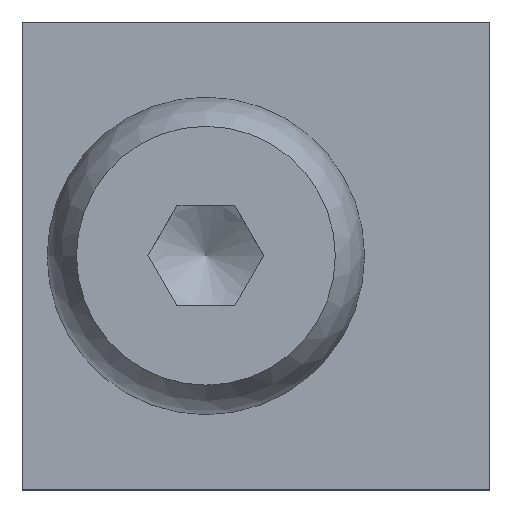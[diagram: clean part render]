
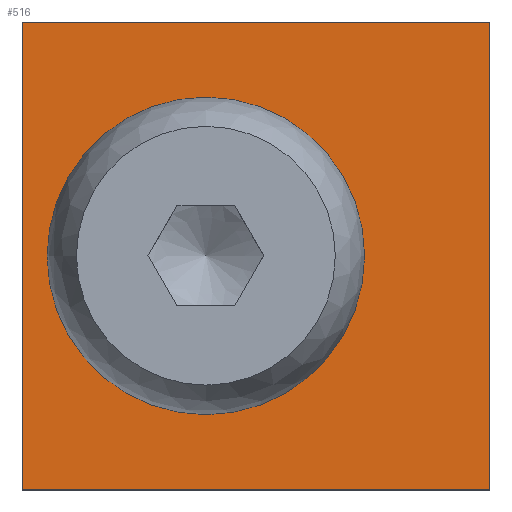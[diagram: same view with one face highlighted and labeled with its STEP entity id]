
A CAD part, top view. The second image highlights one B-rep face of the part: STEP entity #516.
In plain terms, the highlighted face is planar.
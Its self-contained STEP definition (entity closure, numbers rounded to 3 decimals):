
#516=ADVANCED_FACE('',(#564,#565),#566,.T.);
#564=FACE_BOUND('',#617,.T.);
#565=FACE_OUTER_BOUND('',#618,.T.);
#566=PLANE('',#619);
#617=EDGE_LOOP('',(#737));
#618=EDGE_LOOP('',(#738,#739,#740,#741));
#619=AXIS2_PLACEMENT_3D('',#742,#743,#744);
#737=ORIENTED_EDGE('',*,*,#797,.T.);
#738=ORIENTED_EDGE('',*,*,#798,.T.);
#739=ORIENTED_EDGE('',*,*,#793,.T.);
#740=ORIENTED_EDGE('',*,*,#801,.T.);
#741=ORIENTED_EDGE('',*,*,#802,.T.);
#742=CARTESIAN_POINT('',(-1.5,1.5,-1.5));
#743=DIRECTION('',(0.0,1.0,0.0));
#744=DIRECTION('',(0.0,0.0,1.0));
#793=EDGE_CURVE('',#851,#848,#852,.T.);
#797=EDGE_CURVE('',#858,#858,#859,.T.);
#798=EDGE_CURVE('',#860,#851,#861,.F.);
#801=EDGE_CURVE('',#848,#865,#866,.T.);
#802=EDGE_CURVE('',#865,#860,#867,.F.);
#848=VERTEX_POINT('',#997);
#851=VERTEX_POINT('',#1001);
#852=LINE('',#1002,#1003);
#858=VERTEX_POINT('',#1011);
#859=CIRCLE('',#1012,3.0);
#860=VERTEX_POINT('',#1013);
#861=LINE('',#1014,#1015);
#865=VERTEX_POINT('',#1021);
#866=LINE('',#1022,#1023);
#867=LINE('',#1024,#1025);
#997=CARTESIAN_POINT('',(-8.5,1.5,5.5));
#1001=CARTESIAN_POINT('',(-8.5,1.5,-8.5));
#1002=CARTESIAN_POINT('',(-8.5,1.5,-1.5));
#1003=VECTOR('',#1061,1.0);
#1011=CARTESIAN_POINT('',(-1.5,1.5,-3.0));
#1012=AXIS2_PLACEMENT_3D('',#1067,#1068,#1069);
#1013=CARTESIAN_POINT('',(5.5,1.5,-8.5));
#1014=CARTESIAN_POINT('',(-1.5,1.5,-8.5));
#1015=VECTOR('',#1070,1.0);
#1021=CARTESIAN_POINT('',(5.5,1.5,5.5));
#1022=CARTESIAN_POINT('',(-1.5,1.5,5.5));
#1023=VECTOR('',#1073,1.0);
#1024=CARTESIAN_POINT('',(5.5,1.5,-1.5));
#1025=VECTOR('',#1074,1.0);
#1061=DIRECTION('',(0.0,0.0,1.0));
#1067=CARTESIAN_POINT('',(-1.5,1.5,0.));
#1068=DIRECTION('',(0.0,-1.0,0.0));
#1069=DIRECTION('',(0.0,0.0,-1.0));
#1070=DIRECTION('',(1.0,0.0,0.0));
#1073=DIRECTION('',(1.0,0.0,0.0));
#1074=DIRECTION('',(0.0,0.0,1.0));
